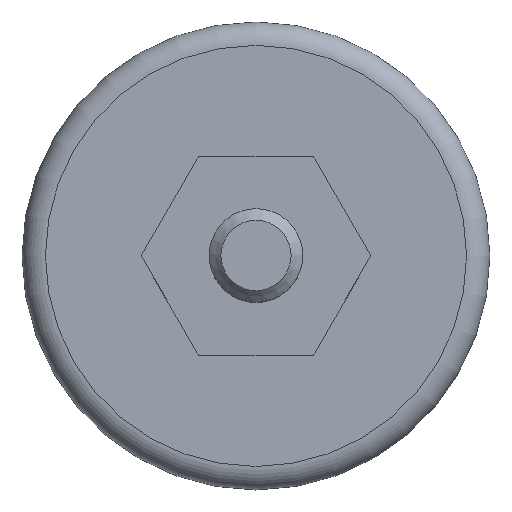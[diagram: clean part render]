
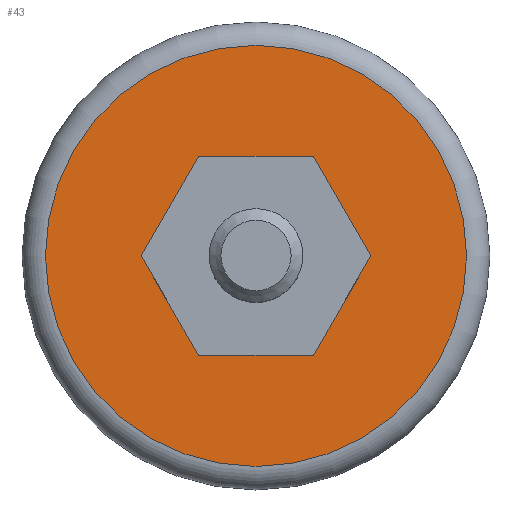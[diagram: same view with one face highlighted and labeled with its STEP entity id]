
A CAD part, top view. The second image highlights one B-rep face of the part: STEP entity #43.
In plain terms, the highlighted planar face has unit normal (0, 0, 1).
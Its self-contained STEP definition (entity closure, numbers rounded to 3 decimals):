
#43 = ADVANCED_FACE( '', ( #93, #94 ), #95, .F. );
#93 = FACE_OUTER_BOUND( '', #152, .T. );
#94 = FACE_BOUND( '', #153, .T. );
#95 = PLANE( '', #154 );
#152 = EDGE_LOOP( '', ( #209 ) );
#153 = EDGE_LOOP( '', ( #210, #211, #212, #213, #214, #215 ) );
#154 = AXIS2_PLACEMENT_3D( '', #216, #217, #218 );
#209 = ORIENTED_EDGE( '', *, *, #313, .T. );
#210 = ORIENTED_EDGE( '', *, *, #314, .F. );
#211 = ORIENTED_EDGE( '', *, *, #315, .F. );
#212 = ORIENTED_EDGE( '', *, *, #316, .F. );
#213 = ORIENTED_EDGE( '', *, *, #317, .F. );
#214 = ORIENTED_EDGE( '', *, *, #318, .F. );
#215 = ORIENTED_EDGE( '', *, *, #319, .F. );
#216 = CARTESIAN_POINT( '', ( 20., 0., 9. ) );
#217 = DIRECTION( '', ( 0., 0., -1. ) );
#218 = DIRECTION( '', ( -1., 0., 0. ) );
#313 = EDGE_CURVE( '', #356, #356, #357, .F. );
#314 = EDGE_CURVE( '', #358, #359, #360, .T. );
#315 = EDGE_CURVE( '', #361, #358, #362, .T. );
#316 = EDGE_CURVE( '', #363, #361, #364, .T. );
#317 = EDGE_CURVE( '', #365, #363, #366, .T. );
#318 = EDGE_CURVE( '', #367, #365, #368, .T. );
#319 = EDGE_CURVE( '', #359, #367, #369, .T. );
#356 = VERTEX_POINT( '', #415 );
#357 = CIRCLE( '', #416, 18. );
#358 = VERTEX_POINT( '', #417 );
#359 = VERTEX_POINT( '', #418 );
#360 = LINE( '', #419, #420 );
#361 = VERTEX_POINT( '', #421 );
#362 = LINE( '', #422, #423 );
#363 = VERTEX_POINT( '', #424 );
#364 = LINE( '', #425, #426 );
#365 = VERTEX_POINT( '', #427 );
#366 = LINE( '', #428, #429 );
#367 = VERTEX_POINT( '', #430 );
#368 = LINE( '', #431, #432 );
#369 = LINE( '', #433, #434 );
#415 = CARTESIAN_POINT( '', ( -18., 0., 9. ) );
#416 = AXIS2_PLACEMENT_3D( '', #492, #493, #494 );
#417 = CARTESIAN_POINT( '', ( 4.907, 8.5, 9. ) );
#418 = CARTESIAN_POINT( '', ( -4.907, 8.5, 9. ) );
#419 = CARTESIAN_POINT( '', ( 4.907, 8.5, 9. ) );
#420 = VECTOR( '', #495, 1000. );
#421 = CARTESIAN_POINT( '', ( 9.815, 0., 9. ) );
#422 = CARTESIAN_POINT( '', ( 9.815, 0., 9. ) );
#423 = VECTOR( '', #496, 1000. );
#424 = CARTESIAN_POINT( '', ( 4.907, -8.5, 9. ) );
#425 = CARTESIAN_POINT( '', ( 4.907, -8.5, 9. ) );
#426 = VECTOR( '', #497, 1000. );
#427 = CARTESIAN_POINT( '', ( -4.907, -8.5, 9. ) );
#428 = CARTESIAN_POINT( '', ( -4.907, -8.5, 9. ) );
#429 = VECTOR( '', #498, 1000. );
#430 = CARTESIAN_POINT( '', ( -9.815, 0., 9. ) );
#431 = CARTESIAN_POINT( '', ( -9.815, 0., 9. ) );
#432 = VECTOR( '', #499, 1000. );
#433 = CARTESIAN_POINT( '', ( -4.907, 8.5, 9. ) );
#434 = VECTOR( '', #500, 1000. );
#492 = CARTESIAN_POINT( '', ( 0., 0., 9. ) );
#493 = DIRECTION( '', ( 0., 0., -1. ) );
#494 = DIRECTION( '', ( -1., 0., 0. ) );
#495 = DIRECTION( '', ( -1., 0., 0. ) );
#496 = DIRECTION( '', ( -0.5, 0.866, 0. ) );
#497 = DIRECTION( '', ( 0.5, 0.866, 0. ) );
#498 = DIRECTION( '', ( 1., 0., 0. ) );
#499 = DIRECTION( '', ( 0.5, -0.866, 0. ) );
#500 = DIRECTION( '', ( -0.5, -0.866, 0. ) );
